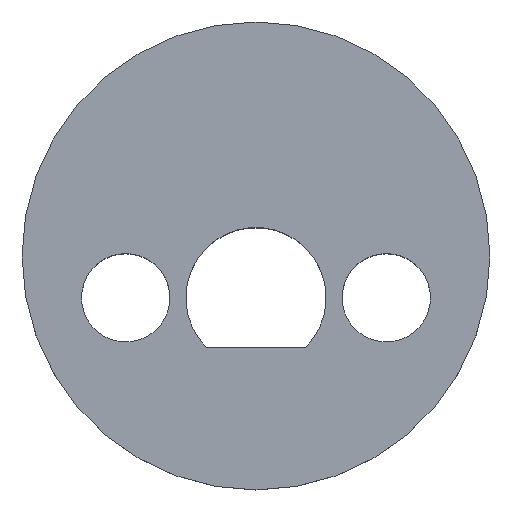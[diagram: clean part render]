
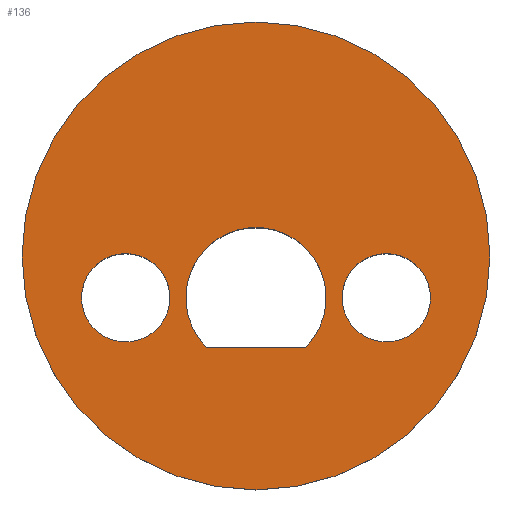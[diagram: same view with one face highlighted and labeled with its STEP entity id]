
A CAD part, top view. The second image highlights one B-rep face of the part: STEP entity #136.
In plain terms, the highlighted planar face has unit normal (0, 0, 1).
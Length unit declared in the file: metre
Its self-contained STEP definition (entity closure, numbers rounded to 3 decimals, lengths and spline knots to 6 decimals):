
#13=LINE('',#246,#17);
#17=VECTOR('',#205,1.);
#21=PLANE('',#165);
#33=ORIENTED_EDGE('',*,*,#60,.T.);
#34=ORIENTED_EDGE('',*,*,#61,.T.);
#35=ORIENTED_EDGE('',*,*,#62,.F.);
#36=ORIENTED_EDGE('',*,*,#63,.F.);
#37=ORIENTED_EDGE('',*,*,#58,.T.);
#58=EDGE_CURVE('',#72,#72,#83,.T.);
#60=EDGE_CURVE('',#74,#74,#85,.F.);
#61=EDGE_CURVE('',#75,#75,#86,.F.);
#62=EDGE_CURVE('',#76,#77,#87,.T.);
#63=EDGE_CURVE('',#77,#76,#13,.T.);
#72=VERTEX_POINT('',#235);
#74=VERTEX_POINT('',#240);
#75=VERTEX_POINT('',#242);
#76=VERTEX_POINT('',#244);
#77=VERTEX_POINT('',#245);
#83=CIRCLE('',#163,0.009);
#85=CIRCLE('',#166,0.0017);
#86=CIRCLE('',#167,0.0017);
#87=CIRCLE('',#168,0.0027);
#96=EDGE_LOOP('',(#33));
#97=EDGE_LOOP('',(#34));
#98=EDGE_LOOP('',(#35,#36));
#99=EDGE_LOOP('',(#37));
#116=FACE_BOUND('',#96,.T.);
#117=FACE_BOUND('',#97,.T.);
#118=FACE_BOUND('',#98,.T.);
#119=FACE_BOUND('',#99,.T.);
#136=ADVANCED_FACE('',(#116,#117,#118,#119),#21,.T.);
#163=AXIS2_PLACEMENT_3D('',#234,#193,#194);
#165=AXIS2_PLACEMENT_3D('',#238,#197,#198);
#166=AXIS2_PLACEMENT_3D('',#239,#199,#200);
#167=AXIS2_PLACEMENT_3D('',#241,#201,#202);
#168=AXIS2_PLACEMENT_3D('',#243,#203,#204);
#193=DIRECTION('',(0.,0.,1.));
#194=DIRECTION('',(1.,0.,0.));
#197=DIRECTION('',(0.,0.,1.));
#198=DIRECTION('',(1.,0.,0.));
#199=DIRECTION('',(0.,0.,1.));
#200=DIRECTION('',(1.,0.,0.));
#201=DIRECTION('',(0.,0.,1.));
#202=DIRECTION('',(1.,0.,0.));
#203=DIRECTION('',(0.,0.,1.));
#204=DIRECTION('',(1.,0.,0.));
#205=DIRECTION('',(1.,0.,0.));
#234=CARTESIAN_POINT('',(0.,0.001607,0.01175));
#235=CARTESIAN_POINT('',(0.009,0.001607,0.01175));
#238=CARTESIAN_POINT('',(0.,0.000053,0.01175));
#239=CARTESIAN_POINT('',(-0.005013,0.,0.01175));
#240=CARTESIAN_POINT('',(-0.003313,0.,0.01175));
#241=CARTESIAN_POINT('',(0.005013,0.,0.01175));
#242=CARTESIAN_POINT('',(0.006713,0.,0.01175));
#243=CARTESIAN_POINT('',(0.,0.,0.01175));
#244=CARTESIAN_POINT('',(0.001918,-0.0019,0.01175));
#245=CARTESIAN_POINT('',(-0.001918,-0.0019,0.01175));
#246=CARTESIAN_POINT('',(0.,-0.0019,0.01175));
